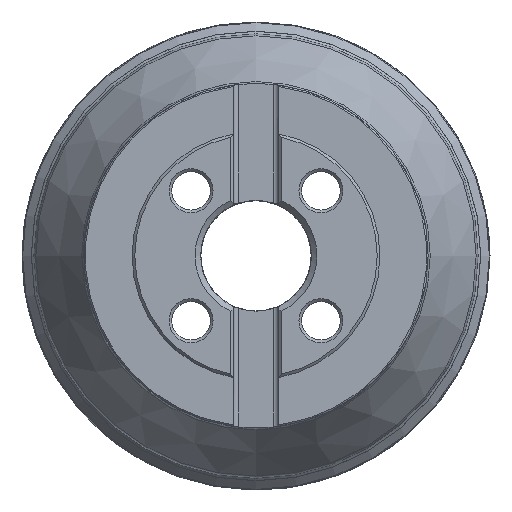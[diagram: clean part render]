
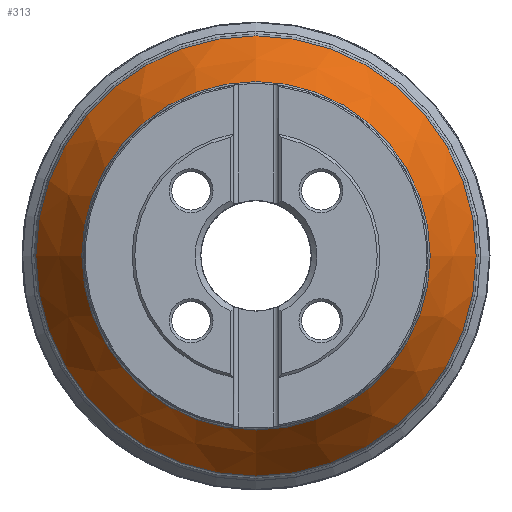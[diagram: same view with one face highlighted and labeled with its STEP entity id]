
A CAD part, top view. The second image highlights one B-rep face of the part: STEP entity #313.
In plain terms, the highlighted conical face has half-angle 31.566 degrees and reference radius 62.5 mm.
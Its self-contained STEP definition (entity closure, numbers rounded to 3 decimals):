
#252=CONICAL_SURFACE('',#1908,62.5,31.566);
#313=ADVANCED_FACE('',(#595,#596),#252,.T.);
#595=FACE_BOUND('',#781,.T.);
#596=FACE_BOUND('',#782,.T.);
#781=EDGE_LOOP('',(#1001));
#782=EDGE_LOOP('',(#1002));
#1001=ORIENTED_EDGE('',*,*,#1563,.T.);
#1002=ORIENTED_EDGE('',*,*,#1564,.T.);
#1393=VERTEX_POINT('',#2952);
#1394=VERTEX_POINT('',#2954);
#1563=EDGE_CURVE('',#1393,#1393,#1769,.T.);
#1564=EDGE_CURVE('',#1394,#1394,#1770,.T.);
#1769=CIRCLE('',#1906,79.907);
#1770=CIRCLE('',#1907,63.24);
#1906=AXIS2_PLACEMENT_3D('',#2951,#2210,#2211);
#1907=AXIS2_PLACEMENT_3D('',#2953,#2212,#2213);
#1908=AXIS2_PLACEMENT_3D('',#2955,#2214,#2215);
#2210=DIRECTION('',(0.,0.,1.));
#2211=DIRECTION('',(1.,0.,0.));
#2212=DIRECTION('',(0.,0.,-1.));
#2213=DIRECTION('',(-1.,0.,0.));
#2214=DIRECTION('',(0.,0.,-1.));
#2215=DIRECTION('',(-1.,0.,0.));
#2951=CARTESIAN_POINT('',(0.,0.,-41.332));
#2952=CARTESIAN_POINT('',(79.907,0.,-41.332));
#2953=CARTESIAN_POINT('',(0.,0.,-14.204));
#2954=CARTESIAN_POINT('',(-63.24,0.,-14.204));
#2955=CARTESIAN_POINT('',(0.,0.,-13.));
